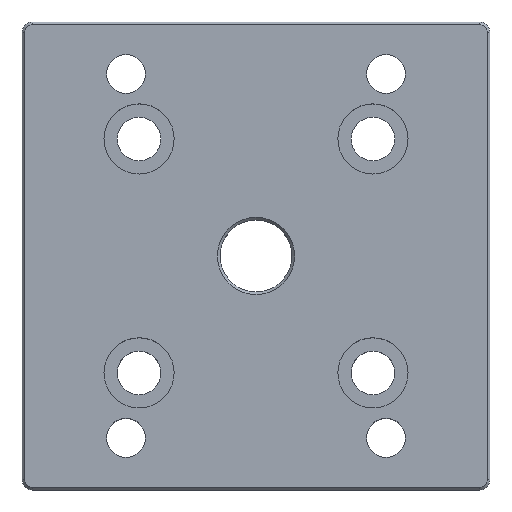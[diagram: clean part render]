
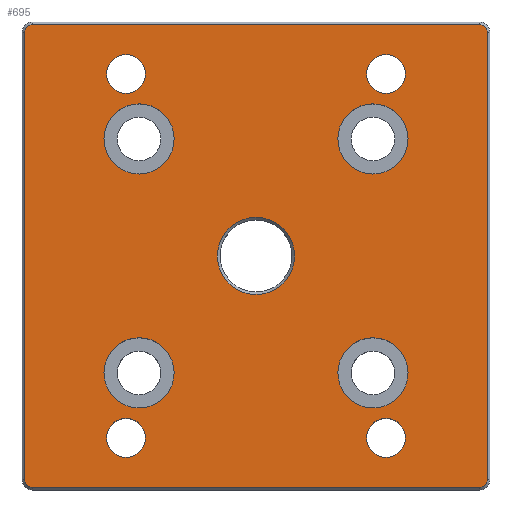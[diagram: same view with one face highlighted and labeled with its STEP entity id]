
A CAD part, top view. The second image highlights one B-rep face of the part: STEP entity #695.
In plain terms, the highlighted planar face has unit normal (0, 0, 1).
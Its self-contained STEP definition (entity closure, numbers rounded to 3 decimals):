
#40=LINE('',#1148,#80);
#43=LINE('',#1153,#83);
#47=LINE('',#1168,#87);
#50=LINE('',#1173,#90);
#80=VECTOR('',#942,86.);
#83=VECTOR('',#947,86.);
#87=VECTOR('',#963,86.);
#90=VECTOR('',#968,86.);
#119=PLANE('',#780);
#144=FACE_BOUND('',#261,.T.);
#145=FACE_BOUND('',#262,.T.);
#146=FACE_BOUND('',#263,.T.);
#147=FACE_BOUND('',#264,.T.);
#148=FACE_BOUND('',#265,.T.);
#149=FACE_BOUND('',#266,.T.);
#150=FACE_BOUND('',#267,.T.);
#151=FACE_BOUND('',#268,.T.);
#152=FACE_BOUND('',#269,.T.);
#153=FACE_BOUND('',#270,.T.);
#261=EDGE_LOOP('',(#607));
#262=EDGE_LOOP('',(#608));
#263=EDGE_LOOP('',(#609));
#264=EDGE_LOOP('',(#610));
#265=EDGE_LOOP('',(#611));
#266=EDGE_LOOP('',(#612));
#267=EDGE_LOOP('',(#613));
#268=EDGE_LOOP('',(#614));
#269=EDGE_LOOP('',(#615));
#270=EDGE_LOOP('',(#616,#617,#618,#619,#620,#621,#622,#623));
#286=CIRCLE('',#708,3.75);
#288=CIRCLE('',#711,3.75);
#290=CIRCLE('',#714,3.75);
#292=CIRCLE('',#717,3.75);
#296=CIRCLE('',#723,6.75);
#300=CIRCLE('',#730,6.75);
#317=CIRCLE('',#764,1.5);
#318=CIRCLE('',#768,1.5);
#320=CIRCLE('',#771,1.5);
#322=CIRCLE('',#776,1.5);
#323=CIRCLE('',#781,7.418);
#324=CIRCLE('',#782,6.75);
#325=CIRCLE('',#783,6.75);
#330=VERTEX_POINT('',#1018);
#332=VERTEX_POINT('',#1023);
#334=VERTEX_POINT('',#1028);
#336=VERTEX_POINT('',#1033);
#340=VERTEX_POINT('',#1043);
#344=VERTEX_POINT('',#1054);
#372=VERTEX_POINT('',#1139);
#373=VERTEX_POINT('',#1141);
#375=VERTEX_POINT('',#1146);
#376=VERTEX_POINT('',#1151);
#378=VERTEX_POINT('',#1156);
#379=VERTEX_POINT('',#1161);
#381=VERTEX_POINT('',#1166);
#382=VERTEX_POINT('',#1171);
#383=VERTEX_POINT('',#1184);
#384=VERTEX_POINT('',#1186);
#385=VERTEX_POINT('',#1188);
#390=EDGE_CURVE('',#330,#330,#286,.T.);
#392=EDGE_CURVE('',#332,#332,#288,.T.);
#394=EDGE_CURVE('',#334,#334,#290,.T.);
#396=EDGE_CURVE('',#336,#336,#292,.T.);
#400=EDGE_CURVE('',#340,#340,#296,.T.);
#404=EDGE_CURVE('',#344,#344,#300,.T.);
#445=EDGE_CURVE('',#372,#373,#317,.T.);
#448=EDGE_CURVE('',#375,#372,#40,.T.);
#451=EDGE_CURVE('',#373,#376,#43,.T.);
#453=EDGE_CURVE('',#378,#375,#318,.T.);
#456=EDGE_CURVE('',#376,#379,#320,.T.);
#458=EDGE_CURVE('',#381,#378,#47,.T.);
#461=EDGE_CURVE('',#379,#382,#50,.T.);
#463=EDGE_CURVE('',#382,#381,#322,.T.);
#467=EDGE_CURVE('',#383,#383,#323,.T.);
#468=EDGE_CURVE('',#384,#384,#324,.T.);
#469=EDGE_CURVE('',#385,#385,#325,.T.);
#607=ORIENTED_EDGE('',*,*,#390,.T.);
#608=ORIENTED_EDGE('',*,*,#392,.T.);
#609=ORIENTED_EDGE('',*,*,#394,.T.);
#610=ORIENTED_EDGE('',*,*,#396,.T.);
#611=ORIENTED_EDGE('',*,*,#400,.T.);
#612=ORIENTED_EDGE('',*,*,#404,.T.);
#613=ORIENTED_EDGE('',*,*,#467,.F.);
#614=ORIENTED_EDGE('',*,*,#468,.T.);
#615=ORIENTED_EDGE('',*,*,#469,.T.);
#616=ORIENTED_EDGE('',*,*,#445,.F.);
#617=ORIENTED_EDGE('',*,*,#448,.F.);
#618=ORIENTED_EDGE('',*,*,#453,.F.);
#619=ORIENTED_EDGE('',*,*,#458,.F.);
#620=ORIENTED_EDGE('',*,*,#463,.F.);
#621=ORIENTED_EDGE('',*,*,#461,.F.);
#622=ORIENTED_EDGE('',*,*,#456,.F.);
#623=ORIENTED_EDGE('',*,*,#451,.F.);
#695=ADVANCED_FACE('',(#144,#145,#146,#147,#148,#149,#150,#151,#152,#153),
#119,.T.);
#708=AXIS2_PLACEMENT_3D('',#1019,#800,#801);
#711=AXIS2_PLACEMENT_3D('',#1024,#806,#807);
#714=AXIS2_PLACEMENT_3D('',#1029,#812,#813);
#717=AXIS2_PLACEMENT_3D('',#1034,#818,#819);
#723=AXIS2_PLACEMENT_3D('',#1044,#830,#831);
#730=AXIS2_PLACEMENT_3D('',#1055,#844,#845);
#764=AXIS2_PLACEMENT_3D('',#1142,#936,#937);
#768=AXIS2_PLACEMENT_3D('',#1158,#951,#952);
#771=AXIS2_PLACEMENT_3D('',#1163,#958,#959);
#776=AXIS2_PLACEMENT_3D('',#1176,#973,#974);
#780=AXIS2_PLACEMENT_3D('',#1183,#984,#985);
#781=AXIS2_PLACEMENT_3D('',#1185,#986,#987);
#782=AXIS2_PLACEMENT_3D('',#1187,#988,#989);
#783=AXIS2_PLACEMENT_3D('',#1189,#990,#991);
#800=DIRECTION('center_axis',(0.,0.,-1.));
#801=DIRECTION('ref_axis',(1.,0.,0.));
#806=DIRECTION('center_axis',(0.,0.,-1.));
#807=DIRECTION('ref_axis',(1.,0.,0.));
#812=DIRECTION('center_axis',(0.,0.,-1.));
#813=DIRECTION('ref_axis',(1.,0.,0.));
#818=DIRECTION('center_axis',(0.,0.,-1.));
#819=DIRECTION('ref_axis',(1.,0.,0.));
#830=DIRECTION('center_axis',(0.,0.,-1.));
#831=DIRECTION('ref_axis',(1.,0.,0.));
#844=DIRECTION('center_axis',(0.,0.,-1.));
#845=DIRECTION('ref_axis',(1.,0.,0.));
#936=DIRECTION('center_axis',(0.,0.,-1.));
#937=DIRECTION('ref_axis',(-0.707,0.707,0.));
#942=DIRECTION('',(0.,1.,0.));
#947=DIRECTION('',(1.,0.,0.));
#951=DIRECTION('center_axis',(0.,0.,-1.));
#952=DIRECTION('ref_axis',(-0.707,-0.707,0.));
#958=DIRECTION('center_axis',(0.,0.,-1.));
#959=DIRECTION('ref_axis',(0.707,0.707,0.));
#963=DIRECTION('',(-1.,0.,0.));
#968=DIRECTION('',(0.,-1.,0.));
#973=DIRECTION('center_axis',(0.,0.,-1.));
#974=DIRECTION('ref_axis',(0.707,-0.707,0.));
#984=DIRECTION('center_axis',(0.,0.,1.));
#985=DIRECTION('ref_axis',(1.,0.,0.));
#986=DIRECTION('center_axis',(0.,0.,1.));
#987=DIRECTION('ref_axis',(-1.,0.,0.));
#988=DIRECTION('center_axis',(0.,0.,-1.));
#989=DIRECTION('ref_axis',(1.,0.,0.));
#990=DIRECTION('center_axis',(0.,0.,-1.));
#991=DIRECTION('ref_axis',(1.,0.,0.));
#1018=CARTESIAN_POINT('',(-21.25,35.,15.));
#1019=CARTESIAN_POINT('Origin',(-25.,35.,15.));
#1023=CARTESIAN_POINT('',(28.75,35.,15.));
#1024=CARTESIAN_POINT('Origin',(25.,35.,15.));
#1028=CARTESIAN_POINT('',(-21.25,-35.,15.));
#1029=CARTESIAN_POINT('Origin',(-25.,-35.,15.));
#1033=CARTESIAN_POINT('',(28.75,-35.,15.));
#1034=CARTESIAN_POINT('Origin',(25.,-35.,15.));
#1043=CARTESIAN_POINT('',(29.25,22.5,15.));
#1044=CARTESIAN_POINT('Origin',(22.5,22.5,15.));
#1054=CARTESIAN_POINT('',(-15.75,22.5,15.));
#1055=CARTESIAN_POINT('Origin',(-22.5,22.5,15.));
#1139=CARTESIAN_POINT('',(-44.5,43.,15.));
#1141=CARTESIAN_POINT('',(-43.,44.5,15.));
#1142=CARTESIAN_POINT('Origin',(-43.,43.,15.));
#1146=CARTESIAN_POINT('',(-44.5,-43.,15.));
#1148=CARTESIAN_POINT('',(-44.5,-22.5,15.));
#1151=CARTESIAN_POINT('',(43.,44.5,15.));
#1153=CARTESIAN_POINT('',(-22.5,44.5,15.));
#1156=CARTESIAN_POINT('',(-43.,-44.5,15.));
#1158=CARTESIAN_POINT('Origin',(-43.,-43.,15.));
#1161=CARTESIAN_POINT('',(44.5,43.,15.));
#1163=CARTESIAN_POINT('Origin',(43.,43.,15.));
#1166=CARTESIAN_POINT('',(43.,-44.5,15.));
#1168=CARTESIAN_POINT('',(22.5,-44.5,15.));
#1171=CARTESIAN_POINT('',(44.5,-43.,15.));
#1173=CARTESIAN_POINT('',(44.5,22.5,15.));
#1176=CARTESIAN_POINT('Origin',(43.,-43.,15.));
#1183=CARTESIAN_POINT('Origin',(0.,0.,15.));
#1184=CARTESIAN_POINT('',(7.418,0.,15.));
#1185=CARTESIAN_POINT('Origin',(0.,0.,
15.));
#1186=CARTESIAN_POINT('',(29.25,-22.5,15.));
#1187=CARTESIAN_POINT('Origin',(22.5,-22.5,15.));
#1188=CARTESIAN_POINT('',(-15.75,-22.5,15.));
#1189=CARTESIAN_POINT('Origin',(-22.5,-22.5,15.));
